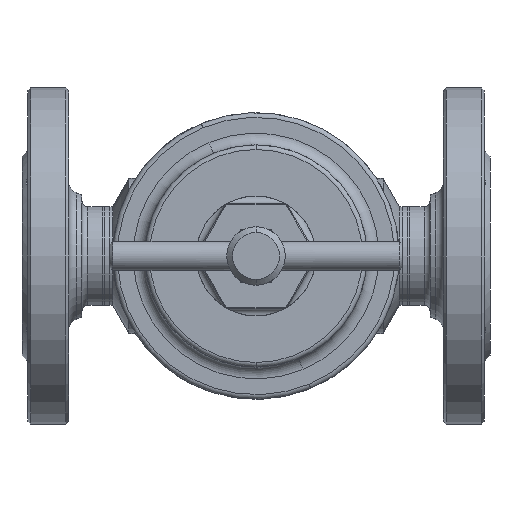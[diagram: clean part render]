
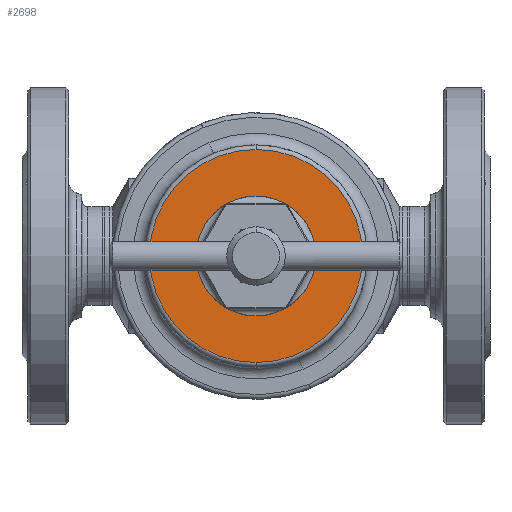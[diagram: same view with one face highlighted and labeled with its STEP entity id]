
A CAD part, front view. The second image highlights one B-rep face of the part: STEP entity #2698.
In plain terms, the highlighted planar face has unit normal (0, -1, 0).
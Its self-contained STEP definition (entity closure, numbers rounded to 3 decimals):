
#2 = CARTESIAN_POINT ( 'NONE',  ( 0., -214.5, 0. ) ) ;
#418 = ORIENTED_EDGE ( 'NONE', *, *, #10595, .T. ) ;
#623 = CARTESIAN_POINT ( 'NONE',  ( 0., -214.5, -20.5 ) ) ;
#1202 = CIRCLE ( 'NONE', #5024, 20.5 ) ;
#2427 = ORIENTED_EDGE ( 'NONE', *, *, #17825, .F. ) ;
#2562 = CARTESIAN_POINT ( 'NONE',  ( 0., -214.5, 0. ) ) ;
#2668 = AXIS2_PLACEMENT_3D ( 'NONE', #12334, #16892, #13906 ) ;
#2698 = ADVANCED_FACE ( 'NONE', ( #3430, #7773 ), #9535, .F. ) ;
#3430 = FACE_BOUND ( 'NONE', #11941, .T. ) ;
#3449 = CIRCLE ( 'NONE', #15652, 20.5 ) ;
#3957 = DIRECTION ( 'NONE',  ( 0., -1., 0. ) ) ;
#4129 = ORIENTED_EDGE ( 'NONE', *, *, #10535, .T. ) ;
#4317 = CIRCLE ( 'NONE', #18486, 36.4 ) ;
#4460 = ORIENTED_EDGE ( 'NONE', *, *, #17117, .F. ) ;
#5024 = AXIS2_PLACEMENT_3D ( 'NONE', #2, #5756, #18835 ) ;
#5756 = DIRECTION ( 'NONE',  ( 0., -1., 0. ) ) ;
#6780 = EDGE_LOOP ( 'NONE', ( #4129, #418 ) ) ;
#6966 = CARTESIAN_POINT ( 'NONE',  ( 0., -214.5, 20.5 ) ) ;
#7091 = DIRECTION ( 'NONE',  ( 0., -1., 0. ) ) ;
#7158 = CARTESIAN_POINT ( 'NONE',  ( 0., -214.5, 0. ) ) ;
#7613 = VERTEX_POINT ( 'NONE', #6966 ) ;
#7773 = FACE_OUTER_BOUND ( 'NONE', #6780, .T. ) ;
#8067 = DIRECTION ( 'NONE',  ( 0., 0., -1. ) ) ;
#8243 = DIRECTION ( 'NONE',  ( 0., 0., -1. ) ) ;
#8548 = VERTEX_POINT ( 'NONE', #14491 ) ;
#9356 = DIRECTION ( 'NONE',  ( 0., -1., 0. ) ) ;
#9535 = PLANE ( 'NONE',  #2668 ) ;
#9758 = AXIS2_PLACEMENT_3D ( 'NONE', #7158, #7091, #15928 ) ;
#10535 = EDGE_CURVE ( 'NONE', #8548, #18079, #4317, .T. ) ;
#10595 = EDGE_CURVE ( 'NONE', #18079, #8548, #11414, .T. ) ;
#11414 = CIRCLE ( 'NONE', #9758, 36.4 ) ;
#11572 = CARTESIAN_POINT ( 'NONE',  ( 0., -214.5, 36.4 ) ) ;
#11941 = EDGE_LOOP ( 'NONE', ( #4460, #2427 ) ) ;
#12334 = CARTESIAN_POINT ( 'NONE',  ( -36.4, -214.5, 0. ) ) ;
#13906 = DIRECTION ( 'NONE',  ( 0., 0., 1. ) ) ;
#14491 = CARTESIAN_POINT ( 'NONE',  ( 0., -214.5, -36.4 ) ) ;
#15300 = VERTEX_POINT ( 'NONE', #623 ) ;
#15652 = AXIS2_PLACEMENT_3D ( 'NONE', #16772, #9356, #8067 ) ;
#15928 = DIRECTION ( 'NONE',  ( 0., 0., -1. ) ) ;
#16772 = CARTESIAN_POINT ( 'NONE',  ( 0., -214.5, 0. ) ) ;
#16892 = DIRECTION ( 'NONE',  ( 0., 1., 0. ) ) ;
#17117 = EDGE_CURVE ( 'NONE', #15300, #7613, #1202, .T. ) ;
#17825 = EDGE_CURVE ( 'NONE', #7613, #15300, #3449, .T. ) ;
#18079 = VERTEX_POINT ( 'NONE', #11572 ) ;
#18486 = AXIS2_PLACEMENT_3D ( 'NONE', #2562, #3957, #8243 ) ;
#18835 = DIRECTION ( 'NONE',  ( 0., 0., -1. ) ) ;
